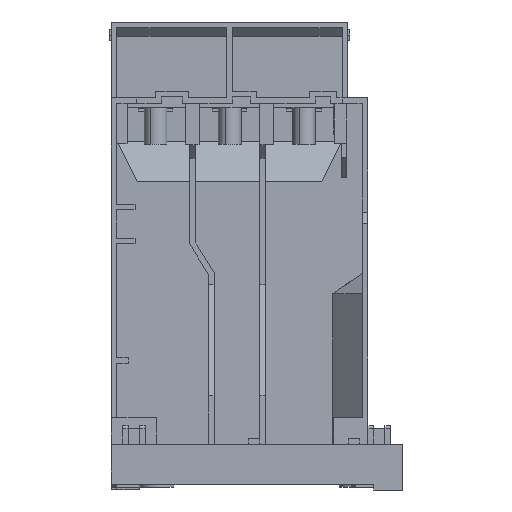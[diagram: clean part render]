
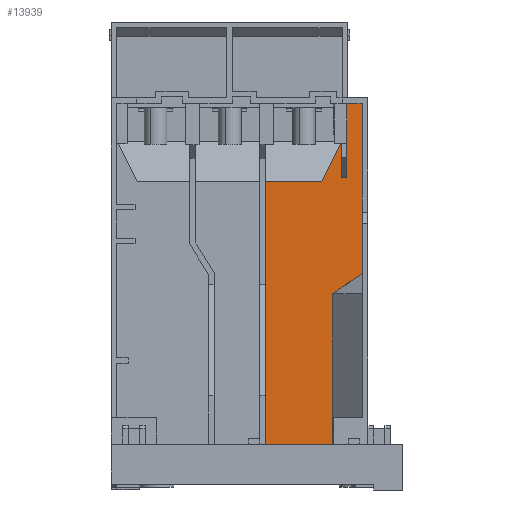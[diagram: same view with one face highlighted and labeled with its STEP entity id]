
A CAD part, front view. The second image highlights one B-rep face of the part: STEP entity #13939.
In plain terms, the highlighted planar face has unit normal (0, -1, 0).
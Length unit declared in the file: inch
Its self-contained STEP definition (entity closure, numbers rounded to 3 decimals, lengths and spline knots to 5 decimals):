
#1144 = LINE ( 'NONE', #13613, #31187 ) ;
#1706 = DIRECTION ( 'NONE',  ( 0.819, 0., 0.573 ) ) ;
#2065 = EDGE_CURVE ( 'NONE', #7513, #33580, #5275, .T. ) ;
#2392 = ORIENTED_EDGE ( 'NONE', *, *, #3155, .T. ) ;
#2638 = ORIENTED_EDGE ( 'NONE', *, *, #13909, .F. ) ;
#2886 = CARTESIAN_POINT ( 'NONE',  ( 0.58268, 1.05512, 2.11417 ) ) ;
#3155 = EDGE_CURVE ( 'NONE', #24429, #12984, #1144, .T. ) ;
#3503 = ORIENTED_EDGE ( 'NONE', *, *, #2065, .T. ) ;
#3596 = DIRECTION ( 'NONE',  ( -1., 0., 0. ) ) ;
#4293 = CARTESIAN_POINT ( 'NONE',  ( 0.62205, 1.05512, 0. ) ) ;
#5225 = CARTESIAN_POINT ( 'NONE',  ( -1.00394, 1.05512, 0.27559 ) ) ;
#5275 = LINE ( 'NONE', #4293, #23993 ) ;
#5330 = LINE ( 'NONE', #27557, #11197 ) ;
#6459 = VECTOR ( 'NONE', #17617, 39.37008 ) ;
#7370 = VERTEX_POINT ( 'NONE', #22745 ) ;
#7383 = VERTEX_POINT ( 'NONE', #23528 ) ;
#7513 = VERTEX_POINT ( 'NONE', #39404 ) ;
#8917 = LINE ( 'NONE', #18658, #12290 ) ;
#8994 = CARTESIAN_POINT ( 'NONE',  ( 0.62205, 1.05512, 2.11417 ) ) ;
#9159 = VECTOR ( 'NONE', #3596, 39.37008 ) ;
#9260 = DIRECTION ( 'NONE',  ( 1., 0., 0. ) ) ;
#9524 = DIRECTION ( 'NONE',  ( 0., 0., -1. ) ) ;
#9706 = EDGE_CURVE ( 'NONE', #17692, #29357, #8917, .T. ) ;
#9721 = LINE ( 'NONE', #26563, #26933 ) ;
#10434 = ORIENTED_EDGE ( 'NONE', *, *, #39767, .T. ) ;
#11197 = VECTOR ( 'NONE', #14570, 39.37008 ) ;
#12092 = CARTESIAN_POINT ( 'NONE',  ( 0., 1.05512, 0. ) ) ;
#12290 = VECTOR ( 'NONE', #40845, 39.37008 ) ;
#12481 = CARTESIAN_POINT ( 'NONE',  ( 0.06102, 1.05512, 0. ) ) ;
#12728 = VERTEX_POINT ( 'NONE', #40171 ) ;
#12984 = VERTEX_POINT ( 'NONE', #35543 ) ;
#13171 = ORIENTED_EDGE ( 'NONE', *, *, #16557, .T. ) ;
#13613 = CARTESIAN_POINT ( 'NONE',  ( 0.52497, 1.05512, 0. ) ) ;
#13827 = LINE ( 'NONE', #21732, #21820 ) ;
#13909 = EDGE_CURVE ( 'NONE', #17692, #33580, #19311, .T. ) ;
#13939 = ADVANCED_FACE ( 'NONE', ( #14809 ), #25225, .T. ) ;
#14244 = EDGE_CURVE ( 'NONE', #24429, #7370, #38012, .T. ) ;
#14570 = DIRECTION ( 'NONE',  ( -0.452, 0., -0.892 ) ) ;
#14809 = FACE_OUTER_BOUND ( 'NONE', #32796, .T. ) ;
#15239 = ORIENTED_EDGE ( 'NONE', *, *, #25301, .T. ) ;
#15522 = CARTESIAN_POINT ( 'NONE',  ( 0., 1.05512, 2.08661 ) ) ;
#15710 = DIRECTION ( 'NONE',  ( 0., 0., -1. ) ) ;
#16557 = EDGE_CURVE ( 'NONE', #7383, #7513, #13827, .T. ) ;
#16913 = VECTOR ( 'NONE', #28826, 39.37008 ) ;
#17196 = DIRECTION ( 'NONE',  ( 0., 0., -1. ) ) ;
#17617 = DIRECTION ( 'NONE',  ( -1., 0., 0. ) ) ;
#17692 = VERTEX_POINT ( 'NONE', #2886 ) ;
#18658 = CARTESIAN_POINT ( 'NONE',  ( 0.58268, 1.05512, 0. ) ) ;
#19311 = LINE ( 'NONE', #34343, #35061 ) ;
#19625 = VERTEX_POINT ( 'NONE', #23872 ) ;
#20872 = CARTESIAN_POINT ( 'NONE',  ( 0.52497, 1.05512, 0.27559 ) ) ;
#21732 = CARTESIAN_POINT ( 'NONE',  ( 0., 1.05512, 2.62598 ) ) ;
#21820 = VECTOR ( 'NONE', #40619, 39.37008 ) ;
#22691 = CARTESIAN_POINT ( 'NONE',  ( 0.53543, 1.05512, 2.35039 ) ) ;
#22745 = CARTESIAN_POINT ( 'NONE',  ( 0.06102, 1.05512, 0.27559 ) ) ;
#22801 = ORIENTED_EDGE ( 'NONE', *, *, #14244, .F. ) ;
#23235 = VECTOR ( 'NONE', #15710, 39.37008 ) ;
#23387 = CARTESIAN_POINT ( 'NONE',  ( 0.58181, 1.05512, 2.35039 ) ) ;
#23528 = CARTESIAN_POINT ( 'NONE',  ( 0.72835, 1.05512, 2.62598 ) ) ;
#23872 = CARTESIAN_POINT ( 'NONE',  ( 0.72835, 1.05512, 1.45602 ) ) ;
#23993 = VECTOR ( 'NONE', #17196, 39.37008 ) ;
#24429 = VERTEX_POINT ( 'NONE', #20872 ) ;
#24669 = CARTESIAN_POINT ( 'NONE',  ( 0.44825, 1.05512, 2.08661 ) ) ;
#25225 = PLANE ( 'NONE',  #39079 ) ;
#25301 = EDGE_CURVE ( 'NONE', #19625, #7383, #36138, .T. ) ;
#25801 = CARTESIAN_POINT ( 'NONE',  ( 0.58268, 1.05512, 2.35039 ) ) ;
#25937 = DIRECTION ( 'NONE',  ( 0., 0., 1. ) ) ;
#26563 = CARTESIAN_POINT ( 'NONE',  ( 0.52497, 1.05512, 1.31366 ) ) ;
#26933 = VECTOR ( 'NONE', #1706, 39.37008 ) ;
#27364 = LINE ( 'NONE', #22691, #9159 ) ;
#27557 = CARTESIAN_POINT ( 'NONE',  ( 0.58181, 1.05512, 2.35039 ) ) ;
#28374 = DIRECTION ( 'NONE',  ( 0., -1., 0. ) ) ;
#28826 = DIRECTION ( 'NONE',  ( 0., 0., 1. ) ) ;
#29357 = VERTEX_POINT ( 'NONE', #25801 ) ;
#29967 = VECTOR ( 'NONE', #37615, 39.37008 ) ;
#30906 = ORIENTED_EDGE ( 'NONE', *, *, #34260, .T. ) ;
#31187 = VECTOR ( 'NONE', #25937, 39.37008 ) ;
#31360 = ORIENTED_EDGE ( 'NONE', *, *, #9706, .T. ) ;
#32022 = ORIENTED_EDGE ( 'NONE', *, *, #38680, .T. ) ;
#32796 = EDGE_LOOP ( 'NONE', ( #13171, #3503, #2638, #31360, #30906, #34188, #32022, #10434, #22801, #2392, #35312, #15239 ) ) ;
#33580 = VERTEX_POINT ( 'NONE', #8994 ) ;
#33946 = EDGE_CURVE ( 'NONE', #12984, #19625, #9721, .T. ) ;
#34188 = ORIENTED_EDGE ( 'NONE', *, *, #35382, .T. ) ;
#34260 = EDGE_CURVE ( 'NONE', #29357, #40586, #27364, .T. ) ;
#34343 = CARTESIAN_POINT ( 'NONE',  ( 0.58268, 1.05512, 2.11417 ) ) ;
#35061 = VECTOR ( 'NONE', #9260, 39.37008 ) ;
#35312 = ORIENTED_EDGE ( 'NONE', *, *, #33946, .T. ) ;
#35382 = EDGE_CURVE ( 'NONE', #40586, #37146, #5330, .T. ) ;
#35417 = LINE ( 'NONE', #15522, #29967 ) ;
#35543 = CARTESIAN_POINT ( 'NONE',  ( 0.52497, 1.05512, 1.31366 ) ) ;
#36050 = LINE ( 'NONE', #12481, #23235 ) ;
#36138 = LINE ( 'NONE', #38362, #16913 ) ;
#37146 = VERTEX_POINT ( 'NONE', #24669 ) ;
#37615 = DIRECTION ( 'NONE',  ( -1., 0., 0. ) ) ;
#38012 = LINE ( 'NONE', #5225, #6459 ) ;
#38362 = CARTESIAN_POINT ( 'NONE',  ( 0.72835, 1.05512, 0. ) ) ;
#38680 = EDGE_CURVE ( 'NONE', #37146, #12728, #35417, .T. ) ;
#39079 = AXIS2_PLACEMENT_3D ( 'NONE', #12092, #28374, #9524 ) ;
#39404 = CARTESIAN_POINT ( 'NONE',  ( 0.62205, 1.05512, 2.62598 ) ) ;
#39767 = EDGE_CURVE ( 'NONE', #12728, #7370, #36050, .T. ) ;
#40171 = CARTESIAN_POINT ( 'NONE',  ( 0.06102, 1.05512, 2.08661 ) ) ;
#40586 = VERTEX_POINT ( 'NONE', #23387 ) ;
#40619 = DIRECTION ( 'NONE',  ( -1., 0., 0. ) ) ;
#40845 = DIRECTION ( 'NONE',  ( 0., 0., 1. ) ) ;
